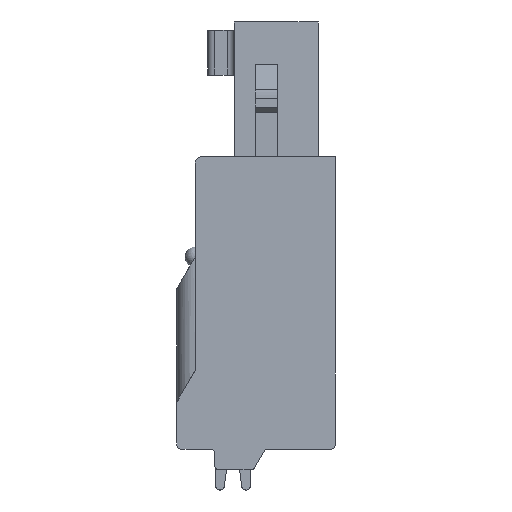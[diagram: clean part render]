
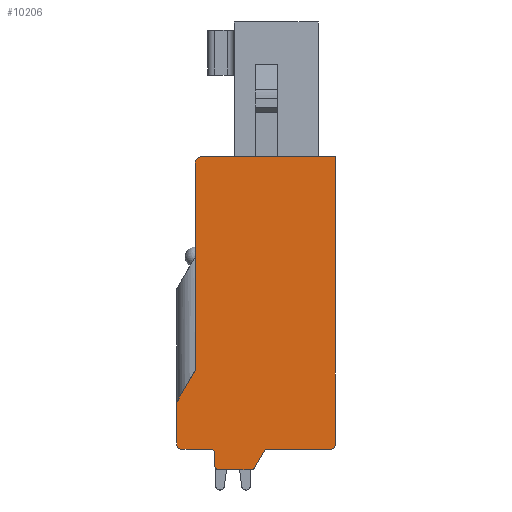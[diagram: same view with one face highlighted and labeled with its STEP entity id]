
A CAD part, front view. The second image highlights one B-rep face of the part: STEP entity #10206.
In plain terms, the highlighted planar face has unit normal (0, -1, 0).
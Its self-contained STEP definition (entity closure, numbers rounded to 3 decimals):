
#980=DIRECTION('',(0.,0.,-1.));
#981=VECTOR('',#980,10.141);
#982=CARTESIAN_POINT('',(-6.85,0.,-0.3));
#983=LINE('',#982,#981);
#1126=DIRECTION('',(0.,0.,-1.));
#1127=VECTOR('',#1126,2.1);
#1128=CARTESIAN_POINT('',(-7.75,0.,-12.));
#1129=LINE('',#1128,#1127);
#1142=DIRECTION('',(1.,0.,0.));
#1143=VECTOR('',#1142,1.45);
#1144=CARTESIAN_POINT('',(-7.55,0.,-14.3));
#1145=LINE('',#1144,#1143);
#1150=DIRECTION('',(1.,0.,0.));
#1151=VECTOR('',#1150,3.107);
#1152=CARTESIAN_POINT('',(-3.307,0.,-14.3));
#1153=LINE('',#1152,#1151);
#1312=DIRECTION('',(0.,0.,1.));
#1313=VECTOR('',#1312,14.1);
#1314=CARTESIAN_POINT('',(0.,0.,-14.1));
#1315=LINE('',#1314,#1313);
#1897=DIRECTION('',(1.,0.,0.));
#1898=VECTOR('',#1897,6.55);
#1899=CARTESIAN_POINT('',(-6.55,0.,0.));
#1900=LINE('',#1899,#1898);
#1901=CARTESIAN_POINT('',(-0.2,0.,-14.1));
#1902=DIRECTION('',(0.,1.,0.));
#1903=DIRECTION('',(1.,0.,0.));
#1904=AXIS2_PLACEMENT_3D('',#1901,#1902,#1903);
#1906=CARTESIAN_POINT('',(-3.307,0.,-14.5));
#1907=DIRECTION('',(0.,-1.,0.));
#1908=DIRECTION('',(0.,0.,1.));
#1909=AXIS2_PLACEMENT_3D('',#1906,#1907,#1908);
#1911=DIRECTION('',(-0.5,0.,-0.866));
#1912=VECTOR('',#1911,0.924);
#1913=CARTESIAN_POINT('',(-3.48,0.,-14.4));
#1914=LINE('',#1913,#1912);
#1915=CARTESIAN_POINT('',(-4.115,0.,-15.1));
#1916=DIRECTION('',(0.,1.,0.));
#1917=DIRECTION('',(0.866,0.,-0.5));
#1918=AXIS2_PLACEMENT_3D('',#1915,#1916,#1917);
#1920=CARTESIAN_POINT('',(-5.7,0.,-15.1));
#1921=DIRECTION('',(0.,1.,0.));
#1922=DIRECTION('',(0.,0.,-1.));
#1923=AXIS2_PLACEMENT_3D('',#1920,#1921,#1922);
#1925=CARTESIAN_POINT('',(-6.1,0.,-14.5));
#1926=DIRECTION('',(0.,-1.,0.));
#1927=DIRECTION('',(1.,0.,0.));
#1928=AXIS2_PLACEMENT_3D('',#1925,#1926,#1927);
#1930=CARTESIAN_POINT('',(-7.55,0.,-14.1));
#1931=DIRECTION('',(0.,1.,0.));
#1932=DIRECTION('',(0.,0.,-1.));
#1933=AXIS2_PLACEMENT_3D('',#1930,#1931,#1932);
#1935=DIRECTION('',(0.5,0.,0.866));
#1936=VECTOR('',#1935,1.8);
#1937=CARTESIAN_POINT('',(-7.75,0.,-12.));
#1938=LINE('',#1937,#1936);
#1939=CARTESIAN_POINT('',(-6.55,0.,-0.3));
#1940=DIRECTION('',(0.,1.,0.));
#1941=DIRECTION('',(-1.,0.,0.));
#1942=AXIS2_PLACEMENT_3D('',#1939,#1940,#1941);
#1992=DIRECTION('',(0.,0.,-1.));
#1993=VECTOR('',#1992,0.6);
#1994=CARTESIAN_POINT('',(-5.9,0.,-14.5));
#1995=LINE('',#1994,#1993);
#2004=DIRECTION('',(1.,0.,0.));
#2005=VECTOR('',#2004,1.585);
#2006=CARTESIAN_POINT('',(-5.7,0.,-15.3));
#2007=LINE('',#2006,#2005);
#6259=CARTESIAN_POINT('',(-6.85,0.,-0.3));
#6260=VERTEX_POINT('',#6259);
#6261=CARTESIAN_POINT('',(-6.85,0.,-10.441));
#6262=VERTEX_POINT('',#6261);
#6328=CARTESIAN_POINT('',(-7.75,0.,-12.));
#6329=VERTEX_POINT('',#6328);
#6330=CARTESIAN_POINT('',(-7.75,0.,-14.1));
#6331=VERTEX_POINT('',#6330);
#6332=CARTESIAN_POINT('',(-7.55,0.,-14.3));
#6333=VERTEX_POINT('',#6332);
#6334=CARTESIAN_POINT('',(-6.1,0.,-14.3));
#6335=VERTEX_POINT('',#6334);
#6340=CARTESIAN_POINT('',(-3.307,0.,-14.3));
#6341=VERTEX_POINT('',#6340);
#6342=CARTESIAN_POINT('',(-0.2,0.,-14.3));
#6343=VERTEX_POINT('',#6342);
#6400=CARTESIAN_POINT('',(0.,0.,-14.1));
#6401=VERTEX_POINT('',#6400);
#6402=CARTESIAN_POINT('',(0.,0.,0.));
#6403=VERTEX_POINT('',#6402);
#6404=CARTESIAN_POINT('',(-6.55,0.,0.));
#6405=VERTEX_POINT('',#6404);
#6440=CARTESIAN_POINT('',(-3.48,0.,-14.4));
#6441=VERTEX_POINT('',#6440);
#6442=CARTESIAN_POINT('',(-3.942,0.,-15.2));
#6443=VERTEX_POINT('',#6442);
#6444=CARTESIAN_POINT('',(-4.115,0.,-15.3));
#6445=VERTEX_POINT('',#6444);
#6446=CARTESIAN_POINT('',(-5.7,0.,-15.3));
#6447=VERTEX_POINT('',#6446);
#6448=CARTESIAN_POINT('',(-5.9,0.,-15.1));
#6449=VERTEX_POINT('',#6448);
#6450=CARTESIAN_POINT('',(-5.9,0.,-14.5));
#6451=VERTEX_POINT('',#6450);
#10173=CARTESIAN_POINT('',(0.,0.,0.));
#10174=DIRECTION('',(0.,1.,0.));
#10175=DIRECTION('',(1.,0.,0.));
#10176=AXIS2_PLACEMENT_3D('',#10173,#10174,#10175);
#10177=PLANE('',#10176);
#10178=ORIENTED_EDGE('',*,*,#9524,.T.);
#10179=ORIENTED_EDGE('',*,*,#9487,.F.);
#10180=ORIENTED_EDGE('',*,*,#9472,.T.);
#10181=ORIENTED_EDGE('',*,*,#9285,.F.);
#10183=ORIENTED_EDGE('',*,*,#10182,.T.);
#10185=ORIENTED_EDGE('',*,*,#10184,.T.);
#10187=ORIENTED_EDGE('',*,*,#10186,.T.);
#10189=ORIENTED_EDGE('',*,*,#10188,.F.);
#10191=ORIENTED_EDGE('',*,*,#10190,.T.);
#10193=ORIENTED_EDGE('',*,*,#10192,.F.);
#10195=ORIENTED_EDGE('',*,*,#10194,.T.);
#10196=ORIENTED_EDGE('',*,*,#9277,.F.);
#10197=ORIENTED_EDGE('',*,*,#9254,.T.);
#10198=ORIENTED_EDGE('',*,*,#9239,.F.);
#10200=ORIENTED_EDGE('',*,*,#10199,.T.);
#10201=ORIENTED_EDGE('',*,*,#9069,.F.);
#10203=ORIENTED_EDGE('',*,*,#10202,.T.);
#10204=EDGE_LOOP('',(#10178,#10179,#10180,#10181,#10183,#10185,#10187,#10189,
#10191,#10193,#10195,#10196,#10197,#10198,#10200,#10201,#10203));
#10205=FACE_OUTER_BOUND('',#10204,.F.);
#1905=CIRCLE('',#1904,0.2);
#1910=CIRCLE('',#1909,0.2);
#1919=CIRCLE('',#1918,0.2);
#1924=CIRCLE('',#1923,0.2);
#1929=CIRCLE('',#1928,0.2);
#1934=CIRCLE('',#1933,0.2);
#1943=CIRCLE('',#1942,0.3);
#9069=EDGE_CURVE('',#6260,#6262,#983,.T.);
#9239=EDGE_CURVE('',#6329,#6331,#1129,.T.);
#9254=EDGE_CURVE('',#6333,#6331,#1934,.T.);
#9277=EDGE_CURVE('',#6333,#6335,#1145,.T.);
#9285=EDGE_CURVE('',#6341,#6343,#1153,.T.);
#9472=EDGE_CURVE('',#6401,#6343,#1905,.T.);
#9487=EDGE_CURVE('',#6401,#6403,#1315,.T.);
#9524=EDGE_CURVE('',#6405,#6403,#1900,.T.);
#10182=EDGE_CURVE('',#6341,#6441,#1910,.T.);
#10184=EDGE_CURVE('',#6441,#6443,#1914,.T.);
#10186=EDGE_CURVE('',#6443,#6445,#1919,.T.);
#10188=EDGE_CURVE('',#6447,#6445,#2007,.T.);
#10190=EDGE_CURVE('',#6447,#6449,#1924,.T.);
#10192=EDGE_CURVE('',#6451,#6449,#1995,.T.);
#10194=EDGE_CURVE('',#6451,#6335,#1929,.T.);
#10199=EDGE_CURVE('',#6329,#6262,#1938,.T.);
#10202=EDGE_CURVE('',#6260,#6405,#1943,.T.);
#10206=ADVANCED_FACE('',(#10205),#10177,.F.);
